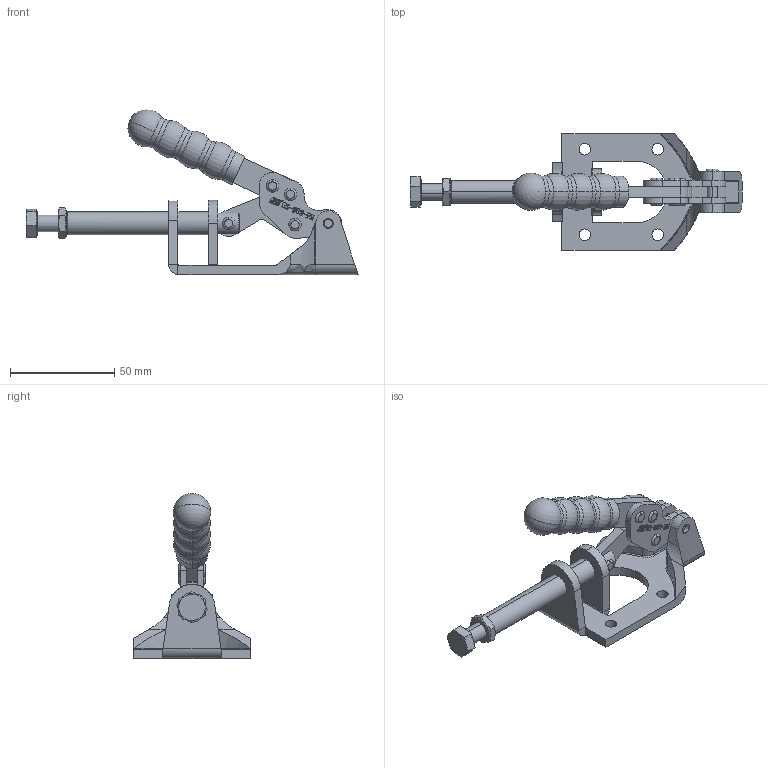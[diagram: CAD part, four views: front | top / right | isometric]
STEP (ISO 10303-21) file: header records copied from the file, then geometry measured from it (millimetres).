
FILE_DESCRIPTION (( 'STEP AP203' ), '1' );
FILE_NAME ('HS-302-FM 装配体.STEP', '2018-12-07T04:07:58', ( 'PCOS' ), ( '微软中国' ), 'SwSTEP 2.0', 'SolidWorks 2012', '' );
FILE_SCHEMA (( 'CONFIG_CONTROL_DESIGN' ));
Length unit declared in the file: millimetre
Products named in the file (11): HS-302-FM 蚾饜极; hexagon head bolts-full thread gb_GB_FASTENER_BOLT_STBAB A M8X35-N; 种2; 种1; hex thin nuts-grades ab-chamfered gb_GB_FASTENER_NUT_STNAB M8-N; 挴裝; 忒梟; 忒旋; 忒參; 蟀裝; 菁釱
Assembly tree (14 placements, depth 2):
  HS-302-FM 蚾饜极
    菁釱
    蟀裝
    忒參
    忒旋  x2
    忒梟
    挴裝
    hex thin nuts-grades ab-chamfered gb_GB_FASTENER_NUT_STNAB M8-N
    种1  x4
    种2
    hexagon head bolts-full thread gb_GB_FASTENER_BOLT_STBAB A M8X35-N
Bounding box: 159.45 x 56 x 79.3 mm (x, y, z)
Volume: 53960.9 mm3; surface area: 31358.4 mm2
Topology: 14 solids, 14 shells, 1076 faces, 2888 edges, 1903 vertices
Faces by surface type: plane 537, bspline 288, cylinder 177, torus 48, cone 24, sphere 2
Entity records: 27127 total; most frequent: CARTESIAN_POINT 10765, ORIENTED_EDGE 3380, DIRECTION 2686, EDGE_CURVE 1690, VERTEX_POINT 1106, LINE 1000, VECTOR 1000, AXIS2_PLACEMENT_3D 843
